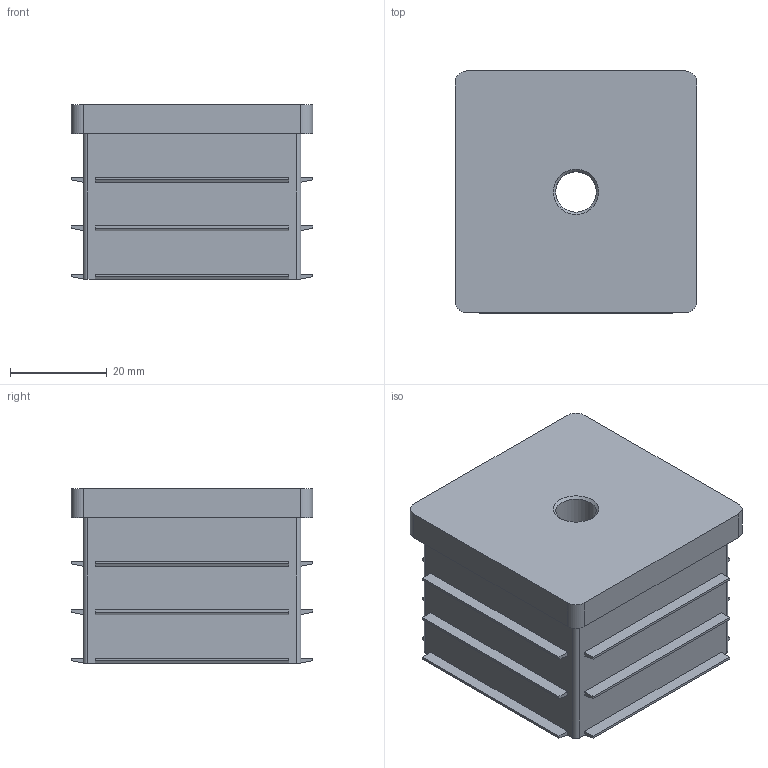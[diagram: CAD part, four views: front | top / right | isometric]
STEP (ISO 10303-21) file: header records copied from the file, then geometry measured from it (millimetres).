
FILE_DESCRIPTION( ( 'Unknown' ), '1' );
FILE_NAME( '7321310.stp', 'Unknown', ( 'Unknown' ), ( 'Unknown' ), 'PSStep 14.0', 'Unknown', ' ' );
FILE_SCHEMA( ( 'AUTOMOTIVE_DESIGN { 1 0 10303 214 1 1 1 1 }' ) );
Length unit declared in the file: millimetre
Products named in the file (1): 1
Bounding box: 50 x 50 x 36 mm (x, y, z)
Volume: 74601.6 mm3; surface area: 14563.1 mm2
Topology: 1 solids, 1 shells, 82 faces, 203 edges, 132 vertices
Faces by surface type: plane 71, cylinder 9, cone 2
Full cylindrical faces by diameter (mm): 8.376 x1
Entity records: 3048 total; most frequent: CARTESIAN_POINT 415, ORIENTED_EDGE 400, DIRECTION 386, EDGE_CURVE 200, LINE 180, VECTOR 180, VERTEX_POINT 132, AXIS2_PLACEMENT_3D 103
